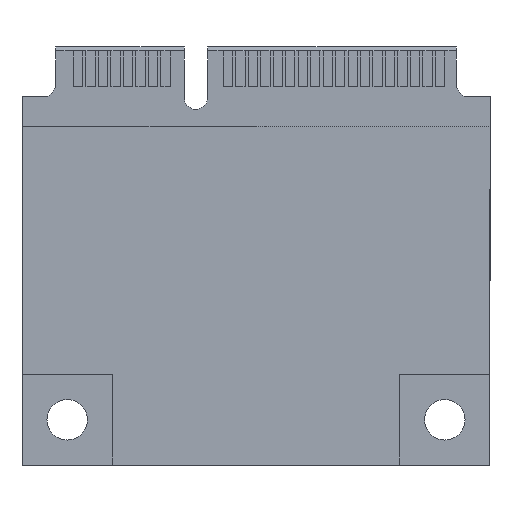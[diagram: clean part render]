
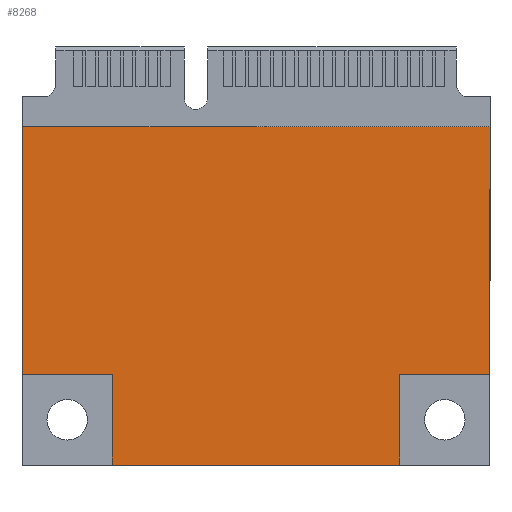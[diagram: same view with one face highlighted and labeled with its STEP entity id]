
A CAD part, front view. The second image highlights one B-rep face of the part: STEP entity #8268.
In plain terms, the highlighted planar face has unit normal (0, -1, 0).
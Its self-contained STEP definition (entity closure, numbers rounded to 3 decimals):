
#91 = LINE ( 'NONE', #967, #10750 ) ;
#129 = CARTESIAN_POINT ( 'NONE',  ( -15., -1.35, -7.6 ) ) ;
#149 = CARTESIAN_POINT ( 'NONE',  ( -9.2, -1.35, -13.4 ) ) ;
#253 = ORIENTED_EDGE ( 'NONE', *, *, #10471, .T. ) ;
#295 = DIRECTION ( 'NONE',  ( 0., 0., 1. ) ) ;
#758 = VECTOR ( 'NONE', #2017, 1000. ) ;
#837 = CARTESIAN_POINT ( 'NONE',  ( -9.2, -1.35, -7.6 ) ) ;
#888 = VECTOR ( 'NONE', #3361, 1000. ) ;
#967 = CARTESIAN_POINT ( 'NONE',  ( 9.2, -1.35, -13.4 ) ) ;
#1111 = CARTESIAN_POINT ( 'NONE',  ( 9.2, -1.35, -13.4 ) ) ;
#1760 = CARTESIAN_POINT ( 'NONE',  ( -9.2, -1.35, -13.4 ) ) ;
#1788 = CARTESIAN_POINT ( 'NONE',  ( -15., -1.35, 8.3 ) ) ;
#2017 = DIRECTION ( 'NONE',  ( 0., 0., -1. ) ) ;
#2253 = ORIENTED_EDGE ( 'NONE', *, *, #6824, .T. ) ;
#2264 = ORIENTED_EDGE ( 'NONE', *, *, #6037, .T. ) ;
#2414 = VERTEX_POINT ( 'NONE', #1788 ) ;
#2750 = EDGE_CURVE ( 'NONE', #5642, #8994, #91, .T. ) ;
#2845 = EDGE_CURVE ( 'Edge6', #7863, #9754, #8557, .T. ) ;
#2907 = DIRECTION ( 'NONE',  ( 1., 0., 0. ) ) ;
#2936 = VECTOR ( 'NONE', #295, 1000. ) ;
#3354 = VERTEX_POINT ( 'NONE', #7000 ) ;
#3361 = DIRECTION ( 'NONE',  ( -1., 0., 0. ) ) ;
#3854 = EDGE_LOOP ( 'NONE', ( #8552, #2253, #4385, #2264, #6579, #253, #13016, #11148 ) ) ;
#4011 = DIRECTION ( 'NONE',  ( 0., 1., 0. ) ) ;
#4385 = ORIENTED_EDGE ( 'NONE', *, *, #2845, .T. ) ;
#5326 = LINE ( 'NONE', #149, #11315 ) ;
#5432 = CARTESIAN_POINT ( 'NONE',  ( 9.2, -1.35, -7.6 ) ) ;
#5485 = CARTESIAN_POINT ( 'NONE',  ( -15., -1.35, -7.6 ) ) ;
#5642 = VERTEX_POINT ( 'NONE', #1760 ) ;
#5860 = PLANE ( 'NONE',  #8114 ) ;
#5992 = EDGE_CURVE ( 'NONE', #8994, #3354, #8428, .T. ) ;
#6037 = EDGE_CURVE ( 'NONE', #9754, #2414, #11730, .T. ) ;
#6553 = CARTESIAN_POINT ( 'NONE',  ( 15., -1.35, 8.3 ) ) ;
#6572 = EDGE_CURVE ( 'NONE', #8964, #5642, #5326, .T. ) ;
#6579 = ORIENTED_EDGE ( 'NONE', *, *, #8792, .T. ) ;
#6698 = VECTOR ( 'NONE', #7991, 1000. ) ;
#6824 = EDGE_CURVE ( 'NONE', #3354, #7863, #10232, .T. ) ;
#7000 = CARTESIAN_POINT ( 'NONE',  ( 9.2, -1.35, -7.6 ) ) ;
#7075 = DIRECTION ( 'NONE',  ( 1., 0., 0. ) ) ;
#7356 = VERTEX_POINT ( 'NONE', #5485 ) ;
#7863 = VERTEX_POINT ( 'NONE', #12548 ) ;
#7991 = DIRECTION ( 'NONE',  ( 1., 0., 0. ) ) ;
#8033 = VECTOR ( 'NONE', #12755, 1000. ) ;
#8114 = AXIS2_PLACEMENT_3D ( 'NONE', #11278, #4011, #12297 ) ;
#8268 = ADVANCED_FACE ( 'NONE', ( #12176 ), #5860, .F. ) ;
#8317 = LINE ( 'NONE', #129, #758 ) ;
#8428 = LINE ( 'NONE', #5432, #8033 ) ;
#8552 = ORIENTED_EDGE ( 'NONE', *, *, #5992, .T. ) ;
#8557 = LINE ( 'NONE', #9443, #2936 ) ;
#8792 = EDGE_CURVE ( 'Edge12', #2414, #7356, #8317, .T. ) ;
#8964 = VERTEX_POINT ( 'NONE', #837 ) ;
#8994 = VERTEX_POINT ( 'NONE', #1111 ) ;
#9060 = CARTESIAN_POINT ( 'NONE',  ( -9.2, -1.35, -7.6 ) ) ;
#9443 = CARTESIAN_POINT ( 'NONE',  ( 15., -1.35, 8.3 ) ) ;
#9754 = VERTEX_POINT ( 'NONE', #6553 ) ;
#10232 = LINE ( 'NONE', #13315, #10672 ) ;
#10460 = DIRECTION ( 'NONE',  ( 0., 0., -1. ) ) ;
#10471 = EDGE_CURVE ( 'NONE', #7356, #8964, #12216, .T. ) ;
#10486 = CARTESIAN_POINT ( 'NONE',  ( -15., -1.35, 8.3 ) ) ;
#10672 = VECTOR ( 'NONE', #2907, 1000. ) ;
#10750 = VECTOR ( 'NONE', #7075, 1000. ) ;
#11148 = ORIENTED_EDGE ( 'NONE', *, *, #2750, .T. ) ;
#11278 = CARTESIAN_POINT ( 'NONE',  ( 9.2, -1.35, -7.6 ) ) ;
#11315 = VECTOR ( 'NONE', #10460, 1000. ) ;
#11730 = LINE ( 'NONE', #10486, #888 ) ;
#12176 = FACE_OUTER_BOUND ( 'NONE', #3854, .T. ) ;
#12216 = LINE ( 'NONE', #9060, #6698 ) ;
#12297 = DIRECTION ( 'NONE',  ( 0., 0., 1. ) ) ;
#12548 = CARTESIAN_POINT ( 'NONE',  ( 15., -1.35, -7.6 ) ) ;
#12755 = DIRECTION ( 'NONE',  ( 0., 0., 1. ) ) ;
#13016 = ORIENTED_EDGE ( 'NONE', *, *, #6572, .T. ) ;
#13315 = CARTESIAN_POINT ( 'NONE',  ( 15., -1.35, -7.6 ) ) ;
